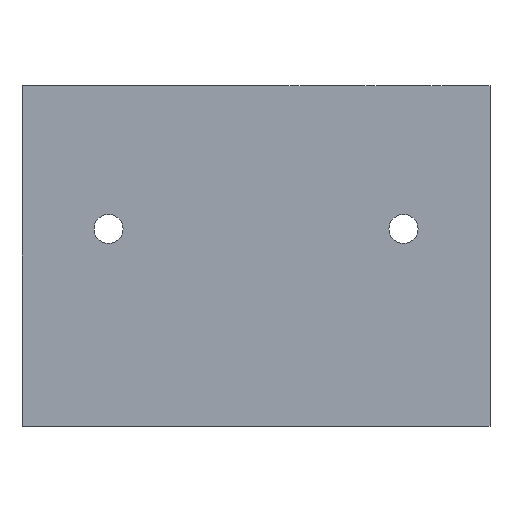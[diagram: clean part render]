
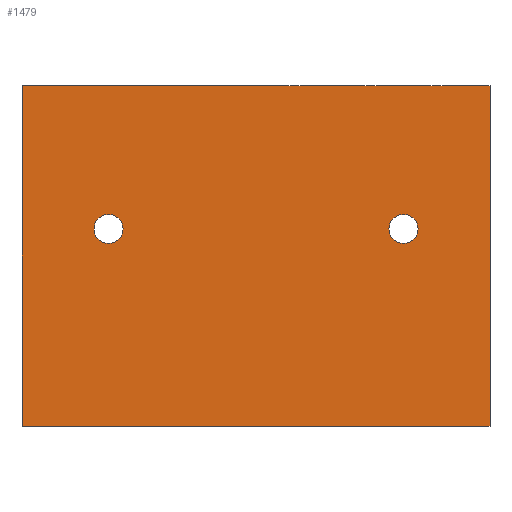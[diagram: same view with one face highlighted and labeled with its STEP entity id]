
A CAD part, front view. The second image highlights one B-rep face of the part: STEP entity #1479.
In plain terms, the highlighted planar face has unit normal (0, -1, 0).
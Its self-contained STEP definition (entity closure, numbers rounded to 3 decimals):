
#112 = DIRECTION ( 'NONE',  ( 0., -1., 0. ) ) ;
#159 = FACE_BOUND ( 'NONE', #4258, .T. ) ;
#160 = VERTEX_POINT ( 'NONE', #1342 ) ;
#218 = DIRECTION ( 'NONE',  ( 0., 0., 1. ) ) ;
#258 = DIRECTION ( 'NONE',  ( 0., -1., 0. ) ) ;
#261 = CARTESIAN_POINT ( 'NONE',  ( -0.57, 0., -17.6 ) ) ;
#277 = CARTESIAN_POINT ( 'NONE',  ( 3.9, 0., -7.4 ) ) ;
#328 = ORIENTED_EDGE ( 'NONE', *, *, #2167, .T. ) ;
#448 = DIRECTION ( 'NONE',  ( -1., 0., 0. ) ) ;
#495 = DIRECTION ( 'NONE',  ( 0., -1., 0. ) ) ;
#522 = CARTESIAN_POINT ( 'NONE',  ( 23.61, 0., -17.6 ) ) ;
#595 = CARTESIAN_POINT ( 'NONE',  ( 23.04, 0., -17.6 ) ) ;
#702 = CIRCLE ( 'NONE', #2843, 0.75 ) ;
#746 = VERTEX_POINT ( 'NONE', #3494 ) ;
#814 = EDGE_CURVE ( 'NONE', #4688, #6081, #4069, .T. ) ;
#883 = DIRECTION ( 'NONE',  ( 0., 0., 1. ) ) ;
#902 = DIRECTION ( 'NONE',  ( 0., -1., 0. ) ) ;
#910 = CARTESIAN_POINT ( 'NONE',  ( 3.9, 0., -7.4 ) ) ;
#1208 = EDGE_LOOP ( 'NONE', ( #328, #5882, #3471, #3705 ) ) ;
#1239 = LINE ( 'NONE', #1459, #3737 ) ;
#1257 = VERTEX_POINT ( 'NONE', #3587 ) ;
#1293 = DIRECTION ( 'NONE',  ( -1., 0., 0. ) ) ;
#1331 = FACE_OUTER_BOUND ( 'NONE', #1208, .T. ) ;
#1342 = CARTESIAN_POINT ( 'NONE',  ( 19.14, 0., -6.65 ) ) ;
#1459 = CARTESIAN_POINT ( 'NONE',  ( 23.04, 0., 0. ) ) ;
#1464 = CIRCLE ( 'NONE', #1768, 0.75 ) ;
#1479 = ADVANCED_FACE ( 'NONE', ( #159, #3981, #1331 ), #6424, .F. ) ;
#1768 = AXIS2_PLACEMENT_3D ( 'NONE', #3090, #112, #3605 ) ;
#1800 = DIRECTION ( 'NONE',  ( 0., 0., -1. ) ) ;
#1839 = VERTEX_POINT ( 'NONE', #522 ) ;
#1896 = EDGE_CURVE ( 'NONE', #1839, #4688, #2813, .T. ) ;
#2146 = CIRCLE ( 'NONE', #6204, 0.75 ) ;
#2167 = EDGE_CURVE ( 'NONE', #4153, #6081, #1239, .T. ) ;
#2813 = LINE ( 'NONE', #595, #5275 ) ;
#2835 = VERTEX_POINT ( 'NONE', #4480 ) ;
#2843 = AXIS2_PLACEMENT_3D ( 'NONE', #910, #902, #883 ) ;
#2850 = DIRECTION ( 'NONE',  ( 0., 0., 1. ) ) ;
#3087 = ORIENTED_EDGE ( 'NONE', *, *, #4387, .F. ) ;
#3090 = CARTESIAN_POINT ( 'NONE',  ( 19.14, 0., -7.4 ) ) ;
#3097 = CARTESIAN_POINT ( 'NONE',  ( 23.61, 0., 0. ) ) ;
#3260 = DIRECTION ( 'NONE',  ( 0., 0., 1. ) ) ;
#3318 = CARTESIAN_POINT ( 'NONE',  ( -0.57, 0., -17.6 ) ) ;
#3471 = ORIENTED_EDGE ( 'NONE', *, *, #1896, .F. ) ;
#3475 = CARTESIAN_POINT ( 'NONE',  ( 19.14, 0., -7.4 ) ) ;
#3494 = CARTESIAN_POINT ( 'NONE',  ( 3.9, 0., -8.15 ) ) ;
#3587 = CARTESIAN_POINT ( 'NONE',  ( 19.14, 0., -8.15 ) ) ;
#3605 = DIRECTION ( 'NONE',  ( 0., 0., 1. ) ) ;
#3652 = LINE ( 'NONE', #6237, #6116 ) ;
#3673 = ORIENTED_EDGE ( 'NONE', *, *, #6220, .F. ) ;
#3705 = ORIENTED_EDGE ( 'NONE', *, *, #4775, .F. ) ;
#3737 = VECTOR ( 'NONE', #1293, 1000. ) ;
#3962 = DIRECTION ( 'NONE',  ( 0., 0., 1. ) ) ;
#3981 = FACE_BOUND ( 'NONE', #5040, .T. ) ;
#4069 = LINE ( 'NONE', #3318, #5821 ) ;
#4153 = VERTEX_POINT ( 'NONE', #3097 ) ;
#4234 = ORIENTED_EDGE ( 'NONE', *, *, #4420, .F. ) ;
#4258 = EDGE_LOOP ( 'NONE', ( #3673, #4744 ) ) ;
#4387 = EDGE_CURVE ( 'NONE', #746, #2835, #702, .T. ) ;
#4420 = EDGE_CURVE ( 'NONE', #2835, #746, #5649, .T. ) ;
#4480 = CARTESIAN_POINT ( 'NONE',  ( 3.9, 0., -6.65 ) ) ;
#4688 = VERTEX_POINT ( 'NONE', #261 ) ;
#4744 = ORIENTED_EDGE ( 'NONE', *, *, #6042, .F. ) ;
#4775 = EDGE_CURVE ( 'NONE', #4153, #1839, #3652, .T. ) ;
#4951 = CARTESIAN_POINT ( 'NONE',  ( -0.57, 0., 0. ) ) ;
#5040 = EDGE_LOOP ( 'NONE', ( #4234, #3087 ) ) ;
#5141 = CARTESIAN_POINT ( 'NONE',  ( 23.04, 0., 0. ) ) ;
#5226 = DIRECTION ( 'NONE',  ( 0., 1., 0. ) ) ;
#5275 = VECTOR ( 'NONE', #448, 1000. ) ;
#5649 = CIRCLE ( 'NONE', #6146, 0.75 ) ;
#5821 = VECTOR ( 'NONE', #3260, 1000. ) ;
#5882 = ORIENTED_EDGE ( 'NONE', *, *, #814, .F. ) ;
#6042 = EDGE_CURVE ( 'NONE', #1257, #160, #2146, .T. ) ;
#6081 = VERTEX_POINT ( 'NONE', #4951 ) ;
#6084 = AXIS2_PLACEMENT_3D ( 'NONE', #5141, #5226, #2850 ) ;
#6116 = VECTOR ( 'NONE', #1800, 1000. ) ;
#6146 = AXIS2_PLACEMENT_3D ( 'NONE', #277, #258, #218 ) ;
#6204 = AXIS2_PLACEMENT_3D ( 'NONE', #3475, #495, #3962 ) ;
#6220 = EDGE_CURVE ( 'NONE', #160, #1257, #1464, .T. ) ;
#6237 = CARTESIAN_POINT ( 'NONE',  ( 23.61, 0., 0. ) ) ;
#6424 = PLANE ( 'NONE',  #6084 ) ;
